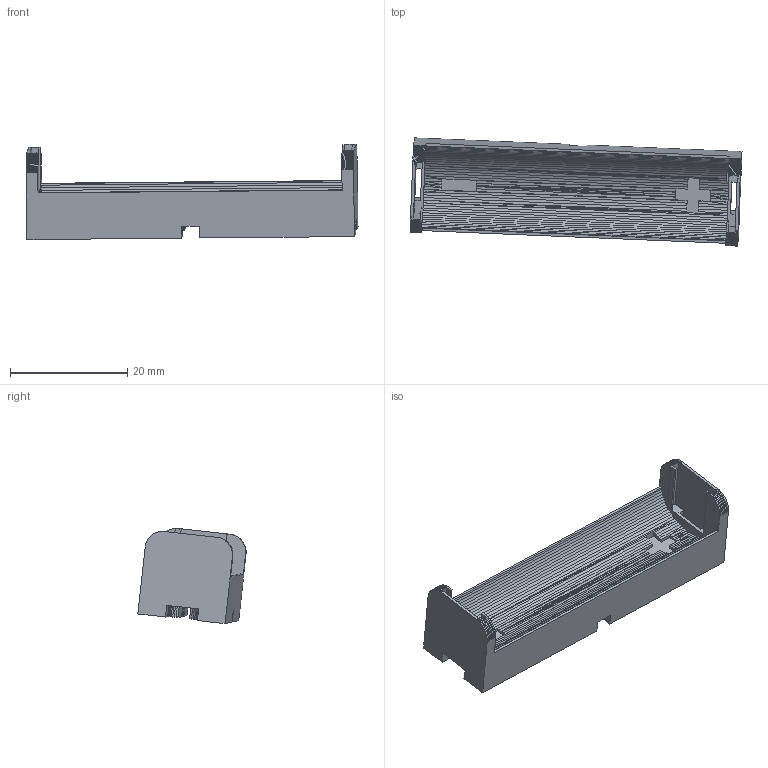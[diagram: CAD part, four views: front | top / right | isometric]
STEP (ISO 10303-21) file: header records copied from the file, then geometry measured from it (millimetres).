
FILE_DESCRIPTION(/* description */ (''),/* implementation_level */ '2;1');
FILE_NAME(/* name */ 'AA Battery holder.step',/* time_stamp */ '2024-09-12T14:07:25-04:00',/* author */ (''),/* organization */ (''),/* preprocessor_version */ 'ST-DEVELOPER v20',/* originating_system */ 'Autodesk Translation Framework v13.14.0.145',/* authorisation */ '');
FILE_SCHEMA (('AUTOMOTIVE_DESIGN { 1 0 10303 214 3 1 1 }'));
Length unit declared in the file: millimetre
Products named in the file (1): Glove80_LH_Side_Car_large
Bounding box: 56.72 x 18.51 x 16.26 mm (x, y, z)
Volume: 3642.2 mm3; surface area: 4003.2 mm2
Topology: 2 solids, 2 shells, 424 faces, 1186 edges, 762 vertices
Faces by surface type: plane 424
Entity records: 13276 total; most frequent: CARTESIAN_POINT 2373, ORIENTED_EDGE 2372, DIRECTION 2036, LINE 1186, VECTOR 1186, EDGE_CURVE 1186, VERTEX_POINT 762, AXIS2_PLACEMENT_3D 425
